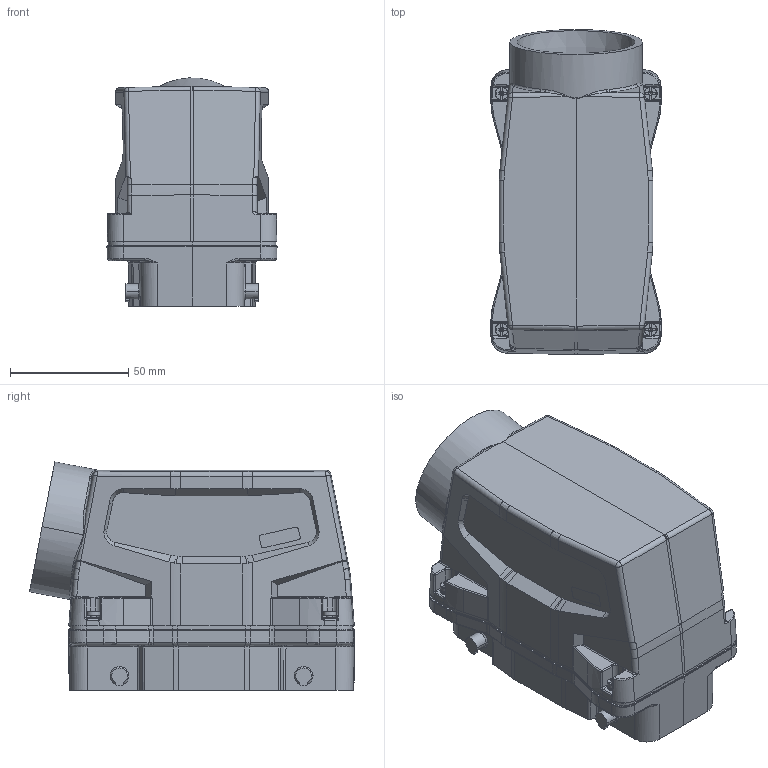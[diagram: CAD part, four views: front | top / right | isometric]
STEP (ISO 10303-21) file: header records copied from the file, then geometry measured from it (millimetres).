
FILE_DESCRIPTION(('CATIA V5 STEP Exchange','CAx-IF Rec.Pracs.--- Model Styling and Organization---1.5--- 2016-08-15','CAx-IF Rec.Pracs.---Supplemental Geometry---1.0---2011-11-01','CAx-IF Rec.Pracs.--- Composite Materials ---1.1---2010-07-15'),'2;1');
FILE_NAME ('2097239-4_0', '2025-02-24T08:32:50+00:00', ('none'), ('Weidmueller'), 'CATIA Version 5-6 Release 2022 SP4 HF5', 'CATIA V5 STEP AP214 v3', 'none');
FILE_SCHEMA(('AUTOMOTIVE_DESIGN { 1 0 10303 214 1 1 1 1 }'));
Products named in the file (1): 3107210000
Bounding box: 71.97 x 137.53 x 96.58 mm (x, y, z)
Volume: 187143.3 mm3; surface area: 86677 mm2
Topology: 1 solids, 1 shells, 1031 faces, 2788 edges, 1764 vertices
Faces by surface type: plane 381, cylinder 341, bspline 131, torus 81, cone 78, sphere 19
Entity records: 43066 total; most frequent: CARTESIAN_POINT 20691, ORIENTED_EDGE 5516, DIRECTION 3225, EDGE_CURVE 2758, VERTEX_POINT 1764, AXIS2_PLACEMENT_3D 1279, VECTOR 1249, LINE 1249
